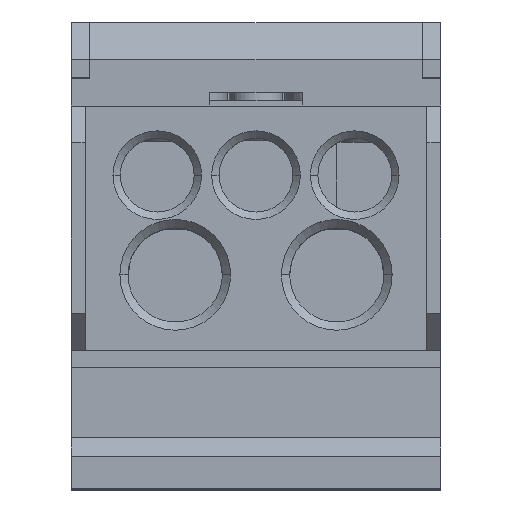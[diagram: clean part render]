
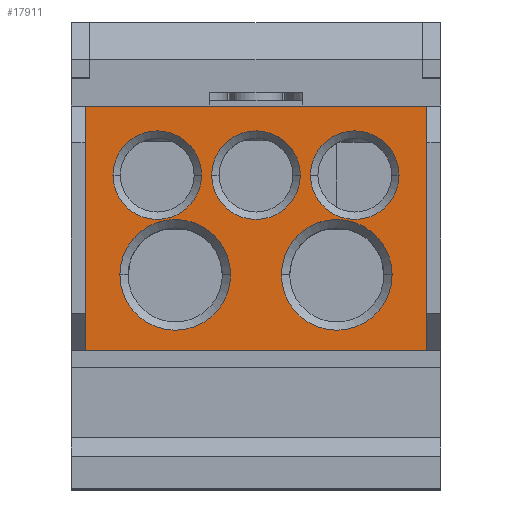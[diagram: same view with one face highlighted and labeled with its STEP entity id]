
A CAD part, top view. The second image highlights one B-rep face of the part: STEP entity #17911.
In plain terms, the highlighted face is planar.
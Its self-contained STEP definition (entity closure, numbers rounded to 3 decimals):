
#12947=DIRECTION('',(0.,0.,-1.));
#12948=VECTOR('',#12947,37.);
#12949=CARTESIAN_POINT('',(124.923,76.02,38.5));
#12950=LINE('',#12949,#12948);
#13934=DIRECTION('',(0.,0.,-1.));
#13935=VECTOR('',#13934,37.);
#13936=CARTESIAN_POINT('',(124.923,49.576,38.5));
#13937=LINE('',#13936,#13935);
#13941=DIRECTION('',(0.,-1.,0.));
#13942=VECTOR('',#13941,26.444);
#13943=CARTESIAN_POINT('',(124.923,76.02,38.5));
#13944=LINE('',#13943,#13942);
#13948=CARTESIAN_POINT('',(124.923,68.528,30.7));
#13949=DIRECTION('',(-1.,0.,0.));
#13950=DIRECTION('',(0.,0.,-1.));
#13951=AXIS2_PLACEMENT_3D('',#13948,#13949,#13950);
#13956=CARTESIAN_POINT('',(124.923,68.528,30.7));
#13957=DIRECTION('',(-1.,0.,0.));
#13958=DIRECTION('',(0.,0.,1.));
#13959=AXIS2_PLACEMENT_3D('',#13956,#13957,#13958);
#13964=CARTESIAN_POINT('',(124.923,68.528,20.));
#13965=DIRECTION('',(-1.,0.,0.));
#13966=DIRECTION('',(0.,0.,-1.));
#13967=AXIS2_PLACEMENT_3D('',#13964,#13965,#13966);
#13972=CARTESIAN_POINT('',(124.923,68.528,20.));
#13973=DIRECTION('',(-1.,0.,0.));
#13974=DIRECTION('',(0.,0.,1.));
#13975=AXIS2_PLACEMENT_3D('',#13972,#13973,#13974);
#13980=CARTESIAN_POINT('',(124.923,68.528,9.3));
#13981=DIRECTION('',(-1.,0.,0.));
#13982=DIRECTION('',(0.,0.,-1.));
#13983=AXIS2_PLACEMENT_3D('',#13980,#13981,#13982);
#13988=CARTESIAN_POINT('',(124.923,68.528,9.3));
#13989=DIRECTION('',(-1.,0.,0.));
#13990=DIRECTION('',(0.,0.,1.));
#13991=AXIS2_PLACEMENT_3D('',#13988,#13989,#13990);
#13996=CARTESIAN_POINT('',(124.923,57.728,11.25));
#13997=DIRECTION('',(-1.,0.,0.));
#13998=DIRECTION('',(0.,0.,1.));
#13999=AXIS2_PLACEMENT_3D('',#13996,#13997,#13998);
#14004=CARTESIAN_POINT('',(124.923,57.728,11.25));
#14005=DIRECTION('',(-1.,0.,0.));
#14006=DIRECTION('',(0.,0.,-1.));
#14007=AXIS2_PLACEMENT_3D('',#14004,#14005,#14006);
#14012=CARTESIAN_POINT('',(124.923,57.728,28.75));
#14013=DIRECTION('',(-1.,0.,0.));
#14014=DIRECTION('',(0.,0.,1.));
#14015=AXIS2_PLACEMENT_3D('',#14012,#14013,#14014);
#14020=CARTESIAN_POINT('',(124.923,57.728,28.75));
#14021=DIRECTION('',(-1.,0.,0.));
#14022=DIRECTION('',(0.,0.,-1.));
#14023=AXIS2_PLACEMENT_3D('',#14020,#14021,#14022);
#14028=DIRECTION('',(0.,-1.,0.));
#14029=VECTOR('',#14028,26.444);
#14030=CARTESIAN_POINT('',(124.923,76.02,1.5));
#14031=LINE('',#14030,#14029);
#16166=CARTESIAN_POINT('',(124.923,49.576,1.5));
#16167=VERTEX_POINT('',#16166);
#16168=CARTESIAN_POINT('',(124.923,49.576,38.5));
#16169=VERTEX_POINT('',#16168);
#16176=CARTESIAN_POINT('',(124.923,76.02,1.5));
#16177=VERTEX_POINT('',#16176);
#16194=CARTESIAN_POINT('',(124.923,76.02,38.5));
#16195=VERTEX_POINT('',#16194);
#16481=CARTESIAN_POINT('',(124.923,68.528,25.9));
#16482=CARTESIAN_POINT('',(124.923,68.528,35.5));
#16483=VERTEX_POINT('',#16481);
#16484=VERTEX_POINT('',#16482);
#16485=CARTESIAN_POINT('',(124.923,68.528,15.2));
#16486=CARTESIAN_POINT('',(124.923,68.528,24.8));
#16487=VERTEX_POINT('',#16485);
#16488=VERTEX_POINT('',#16486);
#16489=CARTESIAN_POINT('',(124.923,68.528,4.5));
#16490=CARTESIAN_POINT('',(124.923,68.528,14.1));
#16491=VERTEX_POINT('',#16489);
#16492=VERTEX_POINT('',#16490);
#16493=CARTESIAN_POINT('',(124.923,57.728,17.25));
#16494=CARTESIAN_POINT('',(124.923,57.728,5.25));
#16495=VERTEX_POINT('',#16493);
#16496=VERTEX_POINT('',#16494);
#16497=CARTESIAN_POINT('',(124.923,57.728,34.75));
#16498=CARTESIAN_POINT('',(124.923,57.728,22.75));
#16499=VERTEX_POINT('',#16497);
#16500=VERTEX_POINT('',#16498);
#17869=CARTESIAN_POINT('',(124.923,49.576,40.));
#17870=DIRECTION('',(1.,0.,0.));
#17871=DIRECTION('',(0.,0.,-1.));
#17872=AXIS2_PLACEMENT_3D('',#17869,#17870,#17871);
#17873=PLANE('',#17872);
#17874=ORIENTED_EDGE('',*,*,#17006,.T.);
#17876=ORIENTED_EDGE('',*,*,#17875,.F.);
#17877=ORIENTED_EDGE('',*,*,#17110,.F.);
#17878=ORIENTED_EDGE('',*,*,#17852,.T.);
#17879=EDGE_LOOP('',(#17874,#17876,#17877,#17878));
#17880=FACE_OUTER_BOUND('',#17879,.F.);
#17882=ORIENTED_EDGE('',*,*,#17881,.T.);
#17884=ORIENTED_EDGE('',*,*,#17883,.T.);
#17885=EDGE_LOOP('',(#17882,#17884));
#17886=FACE_BOUND('',#17885,.F.);
#17888=ORIENTED_EDGE('',*,*,#17887,.T.);
#17890=ORIENTED_EDGE('',*,*,#17889,.T.);
#17891=EDGE_LOOP('',(#17888,#17890));
#17892=FACE_BOUND('',#17891,.F.);
#17894=ORIENTED_EDGE('',*,*,#17893,.T.);
#17896=ORIENTED_EDGE('',*,*,#17895,.T.);
#17897=EDGE_LOOP('',(#17894,#17896));
#17898=FACE_BOUND('',#17897,.F.);
#17900=ORIENTED_EDGE('',*,*,#17899,.T.);
#17902=ORIENTED_EDGE('',*,*,#17901,.T.);
#17903=EDGE_LOOP('',(#17900,#17902));
#17904=FACE_BOUND('',#17903,.F.);
#17906=ORIENTED_EDGE('',*,*,#17905,.T.);
#17908=ORIENTED_EDGE('',*,*,#17907,.T.);
#17909=EDGE_LOOP('',(#17906,#17908));
#17910=FACE_BOUND('',#17909,.F.);
#13952=CIRCLE('',#13951,4.8);
#13960=CIRCLE('',#13959,4.8);
#13968=CIRCLE('',#13967,4.8);
#13976=CIRCLE('',#13975,4.8);
#13984=CIRCLE('',#13983,4.8);
#13992=CIRCLE('',#13991,4.8);
#14000=CIRCLE('',#13999,6.);
#14008=CIRCLE('',#14007,6.);
#14016=CIRCLE('',#14015,6.);
#14024=CIRCLE('',#14023,6.);
#17006=EDGE_CURVE('',#16169,#16167,#13937,.T.);
#17110=EDGE_CURVE('',#16195,#16177,#12950,.T.);
#17852=EDGE_CURVE('',#16195,#16169,#13944,.T.);
#17875=EDGE_CURVE('',#16177,#16167,#14031,.T.);
#17881=EDGE_CURVE('',#16483,#16484,#13952,.T.);
#17883=EDGE_CURVE('',#16484,#16483,#13960,.T.);
#17887=EDGE_CURVE('',#16487,#16488,#13968,.T.);
#17889=EDGE_CURVE('',#16488,#16487,#13976,.T.);
#17893=EDGE_CURVE('',#16491,#16492,#13984,.T.);
#17895=EDGE_CURVE('',#16492,#16491,#13992,.T.);
#17899=EDGE_CURVE('',#16495,#16496,#14000,.T.);
#17901=EDGE_CURVE('',#16496,#16495,#14008,.T.);
#17905=EDGE_CURVE('',#16499,#16500,#14016,.T.);
#17907=EDGE_CURVE('',#16500,#16499,#14024,.T.);
#17911=ADVANCED_FACE('',(#17880,#17886,#17892,#17898,#17904,#17910),#17873,.F.);
